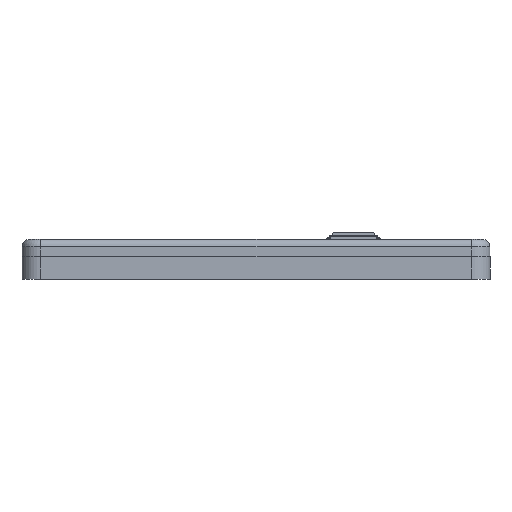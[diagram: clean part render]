
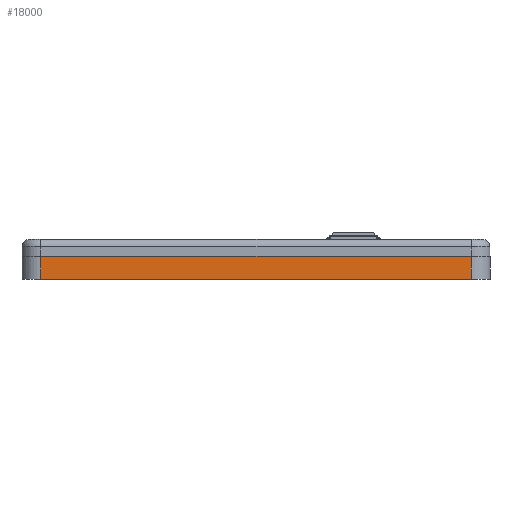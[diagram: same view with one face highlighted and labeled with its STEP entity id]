
A CAD part, left-side view. The second image highlights one B-rep face of the part: STEP entity #18000.
In plain terms, the highlighted planar face has unit normal (-1, 0, 0).
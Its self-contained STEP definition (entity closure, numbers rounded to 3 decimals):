
#2399=FACE_OUTER_BOUND('',#3439,.T.);
#3439=EDGE_LOOP('',(#12460,#12461,#12462,#12463));
#4837=LINE('',#26108,#6568);
#4848=LINE('',#26147,#6579);
#4852=LINE('',#26169,#6583);
#4853=LINE('',#26171,#6584);
#6568=VECTOR('',#20890,10.);
#6579=VECTOR('',#20929,10.);
#6583=VECTOR('',#20953,10.);
#6584=VECTOR('',#20956,10.);
#8298=VERTEX_POINT('',#26105);
#8299=VERTEX_POINT('',#26107);
#8312=VERTEX_POINT('',#26144);
#8313=VERTEX_POINT('',#26146);
#9873=EDGE_CURVE('',#8298,#8299,#4837,.T.);
#9893=EDGE_CURVE('',#8312,#8313,#4848,.T.);
#9905=EDGE_CURVE('',#8299,#8312,#4852,.T.);
#9906=EDGE_CURVE('',#8313,#8298,#4853,.T.);
#12460=ORIENTED_EDGE('',*,*,#9905,.F.);
#12461=ORIENTED_EDGE('',*,*,#9873,.F.);
#12462=ORIENTED_EDGE('',*,*,#9906,.F.);
#12463=ORIENTED_EDGE('',*,*,#9893,.F.);
#17417=PLANE('',#19128);
#18000=ADVANCED_FACE('',(#2399),#17417,.F.);
#19128=AXIS2_PLACEMENT_3D('',#26170,#20954,#20955);
#20890=DIRECTION('',(0.,-1.,0.));
#20929=DIRECTION('',(0.,1.,0.));
#20953=DIRECTION('',(0.,0.,-1.));
#20954=DIRECTION('center_axis',(1.,0.,0.));
#20955=DIRECTION('ref_axis',(0.,-1.,0.));
#20956=DIRECTION('',(0.,0.,1.));
#26105=CARTESIAN_POINT('',(-127.,55.15,3.));
#26107=CARTESIAN_POINT('',(-127.,-61.25,3.));
#26108=CARTESIAN_POINT('',(-127.,30.932,3.));
#26144=CARTESIAN_POINT('',(-127.,-61.25,-3.2));
#26146=CARTESIAN_POINT('',(-127.,55.15,-3.2));
#26147=CARTESIAN_POINT('',(-127.,30.932,-3.2));
#26169=CARTESIAN_POINT('',(-127.,-61.25,3.8));
#26170=CARTESIAN_POINT('Origin',(-127.,64.915,7.6));
#26171=CARTESIAN_POINT('',(-127.,55.15,3.8));
